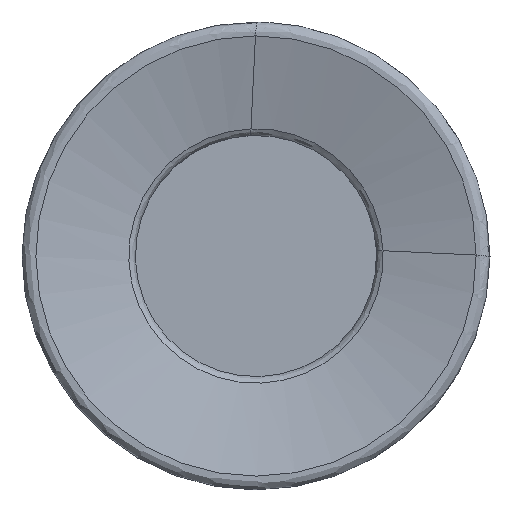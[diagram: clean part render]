
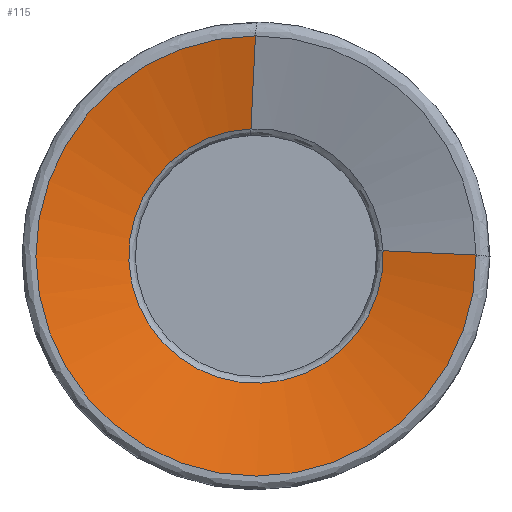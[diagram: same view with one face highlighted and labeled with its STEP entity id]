
A CAD part, left-side view. The second image highlights one B-rep face of the part: STEP entity #115.
In plain terms, the highlighted free-form (B-spline) face has degree [1, 3] with [2, 7] control points.
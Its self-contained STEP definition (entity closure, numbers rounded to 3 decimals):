
#115=ADVANCED_FACE('',(#167),#151,.F.);
#151=(
BOUNDED_SURFACE()
B_SPLINE_SURFACE(1,3,((#750,#751,#752,#753,#754,#755,#756),(#757,#758,#759,
#760,#761,#762,#763)),.UNSPECIFIED.,.F.,.F.,.F.)
B_SPLINE_SURFACE_WITH_KNOTS((2,2),(4,3,4),(0.,1.),(0.,0.5,1.),
 .UNSPECIFIED.)
GEOMETRIC_REPRESENTATION_ITEM()
RATIONAL_B_SPLINE_SURFACE(((1.,0.588,0.588,1.,0.588,
0.588,1.),(1.,0.588,0.588,1.,0.588,
0.588,1.)))
REPRESENTATION_ITEM('')
SURFACE()
);
#167=FACE_OUTER_BOUND('',#185,.T.);
#185=EDGE_LOOP('',(#291,#292,#293,#294));
#240=CIRCLE('',#488,11.418);
#243=CIRCLE('',#491,19.76);
#291=ORIENTED_EDGE('',*,*,#425,.F.);
#292=ORIENTED_EDGE('',*,*,#426,.T.);
#293=ORIENTED_EDGE('',*,*,#422,.T.);
#294=ORIENTED_EDGE('',*,*,#427,.T.);
#385=VERTEX_POINT('',#713);
#386=VERTEX_POINT('',#714);
#387=VERTEX_POINT('',#746);
#388=VERTEX_POINT('',#747);
#422=EDGE_CURVE('',#385,#386,#240,.T.);
#425=EDGE_CURVE('',#387,#388,#243,.T.);
#426=EDGE_CURVE('',#387,#385,#469,.T.);
#427=EDGE_CURVE('',#386,#388,#470,.T.);
#469=LINE('',#748,#477);
#470=LINE('',#749,#478);
#477=VECTOR('',#565,1.);
#478=VECTOR('',#566,1.);
#488=AXIS2_PLACEMENT_3D('',#712,#557,#558);
#491=AXIS2_PLACEMENT_3D('',#745,#563,#564);
#557=DIRECTION('',(1.,0.,0.));
#558=DIRECTION('',(0.,-0.999,0.041));
#563=DIRECTION('',(1.,0.,0.));
#564=DIRECTION('',(0.,-1.,0.004));
#565=DIRECTION('',(0.258,0.965,0.045));
#566=DIRECTION('',(-0.258,-0.047,0.965));
#712=CARTESIAN_POINT('',(2.265,0.,0.));
#713=CARTESIAN_POINT('',(2.265,-11.408,0.473));
#714=CARTESIAN_POINT('',(2.265,0.452,11.409));
#745=CARTESIAN_POINT('',(0.034,0.,0.));
#746=CARTESIAN_POINT('',(0.034,-19.76,0.085));
#747=CARTESIAN_POINT('',(0.034,0.047,19.76));
#748=CARTESIAN_POINT('',(2.265,-11.408,0.473));
#749=CARTESIAN_POINT('',(2.265,0.452,11.409));
#750=CARTESIAN_POINT('',(2.265,-11.408,0.473));
#751=CARTESIAN_POINT('',(2.265,-11.904,-11.476));
#752=CARTESIAN_POINT('',(2.265,-1.052,-16.501));
#753=CARTESIAN_POINT('',(2.265,7.74,-8.394));
#754=CARTESIAN_POINT('',(2.265,16.532,-0.287));
#755=CARTESIAN_POINT('',(2.265,12.401,10.936));
#756=CARTESIAN_POINT('',(2.265,0.452,11.409));
#757=CARTESIAN_POINT('',(0.034,-19.76,0.085));
#758=CARTESIAN_POINT('',(0.034,-19.849,-20.612));
#759=CARTESIAN_POINT('',(0.034,-0.758,-28.605));
#760=CARTESIAN_POINT('',(0.034,13.926,-14.019));
#761=CARTESIAN_POINT('',(0.034,28.609,0.566));
#762=CARTESIAN_POINT('',(0.034,20.744,19.71));
#763=CARTESIAN_POINT('',(0.034,0.047,19.76));
